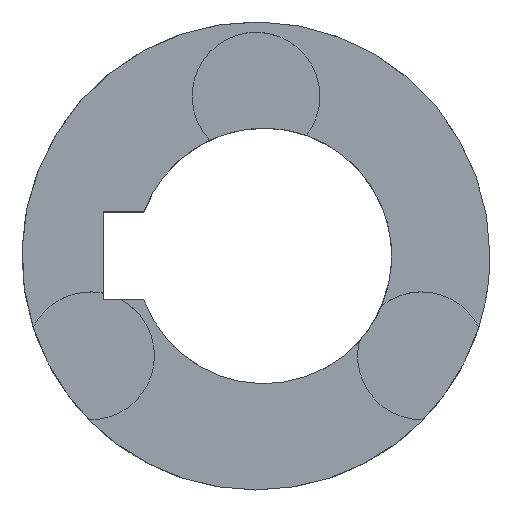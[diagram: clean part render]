
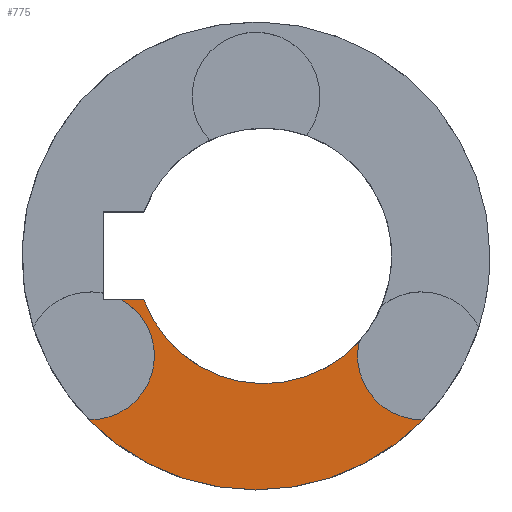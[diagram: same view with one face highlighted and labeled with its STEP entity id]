
A CAD part, top view. The second image highlights one B-rep face of the part: STEP entity #775.
In plain terms, the highlighted planar face has unit normal (0, 0, 1).
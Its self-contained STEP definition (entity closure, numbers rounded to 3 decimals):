
#33 = CYLINDRICAL_SURFACE('',#34,20.5);
#34 = AXIS2_PLACEMENT_3D('',#35,#36,#37);
#35 = CARTESIAN_POINT('',(0.,0.,17.));
#36 = DIRECTION('',(0.,0.,1.));
#37 = DIRECTION('',(1.,0.,0.));
#200 = VERTEX_POINT('',#201);
#201 = CARTESIAN_POINT('',(14.642,-14.348,17.));
#214 = CYLINDRICAL_SURFACE('',#215,5.6);
#215 = AXIS2_PLACEMENT_3D('',#216,#217,#218);
#216 = CARTESIAN_POINT('',(14.5,-8.75,17.));
#217 = DIRECTION('',(0.,0.,1.));
#218 = DIRECTION('',(1.,0.,0.));
#225 = EDGE_CURVE('',#226,#200,#228,.T.);
#226 = VERTEX_POINT('',#227);
#227 = CARTESIAN_POINT('',(-14.642,-14.348,17.));
#228 = SURFACE_CURVE('',#229,(#234,#241),.PCURVE_S1.);
#229 = CIRCLE('',#230,20.5);
#230 = AXIS2_PLACEMENT_3D('',#231,#232,#233);
#231 = CARTESIAN_POINT('',(0.,0.,17.));
#232 = DIRECTION('',(0.,0.,1.));
#233 = DIRECTION('',(1.,0.,0.));
#234 = PCURVE('',#33,#235);
#235 = DEFINITIONAL_REPRESENTATION('',(#236),#240);
#236 = LINE('',#237,#238);
#237 = CARTESIAN_POINT('',(0.,0.));
#238 = VECTOR('',#239,1.);
#239 = DIRECTION('',(1.,0.));
#240 = ( GEOMETRIC_REPRESENTATION_CONTEXT(2) 
PARAMETRIC_REPRESENTATION_CONTEXT() REPRESENTATION_CONTEXT('2D SPACE',''
  ) );
#241 = PCURVE('',#242,#247);
#242 = PLANE('',#243);
#243 = AXIS2_PLACEMENT_3D('',#244,#245,#246);
#244 = CARTESIAN_POINT('',(20.5,0.,17.));
#245 = DIRECTION('',(0.,0.,-1.));
#246 = DIRECTION('',(-1.,0.,0.));
#247 = DEFINITIONAL_REPRESENTATION('',(#248),#256);
#248 = ( BOUNDED_CURVE() B_SPLINE_CURVE(2,(#249,#250,#251,#252,#253,#254
,#255),.UNSPECIFIED.,.F.,.F.) B_SPLINE_CURVE_WITH_KNOTS((1,2,2,2,2,1),(
    -2.094,0.,2.094,4.189,6.283,
8.378),.UNSPECIFIED.) CURVE() GEOMETRIC_REPRESENTATION_ITEM() 
RATIONAL_B_SPLINE_CURVE((1.,0.5,1.,0.5,1.,0.5,1.)) REPRESENTATION_ITEM(
  '') );
#249 = CARTESIAN_POINT('',(0.,0.));
#250 = CARTESIAN_POINT('',(0.,35.507));
#251 = CARTESIAN_POINT('',(30.75,17.754));
#252 = CARTESIAN_POINT('',(61.5,0.));
#253 = CARTESIAN_POINT('',(30.75,-17.754));
#254 = CARTESIAN_POINT('',(0.,-35.507));
#255 = CARTESIAN_POINT('',(0.,0.));
#256 = ( GEOMETRIC_REPRESENTATION_CONTEXT(2) 
PARAMETRIC_REPRESENTATION_CONTEXT() REPRESENTATION_CONTEXT('2D SPACE',''
  ) );
#273 = CYLINDRICAL_SURFACE('',#274,5.6);
#274 = AXIS2_PLACEMENT_3D('',#275,#276,#277);
#275 = CARTESIAN_POINT('',(-14.5,-8.75,17.));
#276 = DIRECTION('',(0.,0.,1.));
#277 = DIRECTION('',(1.,0.,0.));
#387 = CYLINDRICAL_SURFACE('',#388,11.2);
#388 = AXIS2_PLACEMENT_3D('',#389,#390,#391);
#389 = CARTESIAN_POINT('',(0.7,0.,17.));
#390 = DIRECTION('',(0.,0.,1.));
#391 = DIRECTION('',(1.,0.,0.));
#667 = CYLINDRICAL_SURFACE('',#668,5.6);
#668 = AXIS2_PLACEMENT_3D('',#669,#670,#671);
#669 = CARTESIAN_POINT('',(-14.5,-8.75,17.));
#670 = DIRECTION('',(0.,0.,1.));
#671 = DIRECTION('',(1.,0.,0.));
#694 = PLANE('',#695);
#695 = AXIS2_PLACEMENT_3D('',#696,#697,#698);
#696 = CARTESIAN_POINT('',(-9.817,-3.85,17.));
#697 = DIRECTION('',(0.,1.,0.));
#698 = DIRECTION('',(-1.,0.,0.));
#729 = EDGE_CURVE('',#730,#226,#732,.T.);
#730 = VERTEX_POINT('',#731);
#731 = CARTESIAN_POINT('',(-8.9,-8.75,17.));
#732 = SURFACE_CURVE('',#733,(#738,#745),.PCURVE_S1.);
#733 = CIRCLE('',#734,5.6);
#734 = AXIS2_PLACEMENT_3D('',#735,#736,#737);
#735 = CARTESIAN_POINT('',(-14.5,-8.75,17.));
#736 = DIRECTION('',(0.,0.,-1.));
#737 = DIRECTION('',(1.,0.,0.));
#738 = PCURVE('',#273,#739);
#739 = DEFINITIONAL_REPRESENTATION('',(#740),#744);
#740 = LINE('',#741,#742);
#741 = CARTESIAN_POINT('',(-0.,0.));
#742 = VECTOR('',#743,1.);
#743 = DIRECTION('',(-1.,0.));
#744 = ( GEOMETRIC_REPRESENTATION_CONTEXT(2) 
PARAMETRIC_REPRESENTATION_CONTEXT() REPRESENTATION_CONTEXT('2D SPACE',''
  ) );
#745 = PCURVE('',#242,#746);
#746 = DEFINITIONAL_REPRESENTATION('',(#747),#751);
#747 = CIRCLE('',#748,5.6);
#748 = AXIS2_PLACEMENT_2D('',#749,#750);
#749 = CARTESIAN_POINT('',(35.,-8.75));
#750 = DIRECTION('',(-1.,0.));
#751 = ( GEOMETRIC_REPRESENTATION_CONTEXT(2) 
PARAMETRIC_REPRESENTATION_CONTEXT() REPRESENTATION_CONTEXT('2D SPACE',''
  ) );
#775 = ADVANCED_FACE('',(#776),#242,.F.);
#776 = FACE_BOUND('',#777,.F.);
#777 = EDGE_LOOP('',(#778,#779,#780,#804,#827,#855));
#778 = ORIENTED_EDGE('',*,*,#225,.F.);
#779 = ORIENTED_EDGE('',*,*,#729,.F.);
#780 = ORIENTED_EDGE('',*,*,#781,.F.);
#781 = EDGE_CURVE('',#782,#730,#784,.T.);
#782 = VERTEX_POINT('',#783);
#783 = CARTESIAN_POINT('',(-11.789,-3.85,17.));
#784 = SURFACE_CURVE('',#785,(#790,#797),.PCURVE_S1.);
#785 = CIRCLE('',#786,5.6);
#786 = AXIS2_PLACEMENT_3D('',#787,#788,#789);
#787 = CARTESIAN_POINT('',(-14.5,-8.75,17.));
#788 = DIRECTION('',(0.,0.,-1.));
#789 = DIRECTION('',(1.,0.,0.));
#790 = PCURVE('',#242,#791);
#791 = DEFINITIONAL_REPRESENTATION('',(#792),#796);
#792 = CIRCLE('',#793,5.6);
#793 = AXIS2_PLACEMENT_2D('',#794,#795);
#794 = CARTESIAN_POINT('',(35.,-8.75));
#795 = DIRECTION('',(-1.,0.));
#796 = ( GEOMETRIC_REPRESENTATION_CONTEXT(2) 
PARAMETRIC_REPRESENTATION_CONTEXT() REPRESENTATION_CONTEXT('2D SPACE',''
  ) );
#797 = PCURVE('',#667,#798);
#798 = DEFINITIONAL_REPRESENTATION('',(#799),#803);
#799 = LINE('',#800,#801);
#800 = CARTESIAN_POINT('',(-0.,0.));
#801 = VECTOR('',#802,1.);
#802 = DIRECTION('',(-1.,0.));
#803 = ( GEOMETRIC_REPRESENTATION_CONTEXT(2) 
PARAMETRIC_REPRESENTATION_CONTEXT() REPRESENTATION_CONTEXT('2D SPACE',''
  ) );
#804 = ORIENTED_EDGE('',*,*,#805,.F.);
#805 = EDGE_CURVE('',#806,#782,#808,.T.);
#806 = VERTEX_POINT('',#807);
#807 = CARTESIAN_POINT('',(-9.817,-3.85,17.));
#808 = SURFACE_CURVE('',#809,(#813,#820),.PCURVE_S1.);
#809 = LINE('',#810,#811);
#810 = CARTESIAN_POINT('',(-9.817,-3.85,17.));
#811 = VECTOR('',#812,1.);
#812 = DIRECTION('',(-1.,0.,0.));
#813 = PCURVE('',#242,#814);
#814 = DEFINITIONAL_REPRESENTATION('',(#815),#819);
#815 = LINE('',#816,#817);
#816 = CARTESIAN_POINT('',(30.317,-3.85));
#817 = VECTOR('',#818,1.);
#818 = DIRECTION('',(1.,0.));
#819 = ( GEOMETRIC_REPRESENTATION_CONTEXT(2) 
PARAMETRIC_REPRESENTATION_CONTEXT() REPRESENTATION_CONTEXT('2D SPACE',''
  ) );
#820 = PCURVE('',#694,#821);
#821 = DEFINITIONAL_REPRESENTATION('',(#822),#826);
#822 = LINE('',#823,#824);
#823 = CARTESIAN_POINT('',(0.,0.));
#824 = VECTOR('',#825,1.);
#825 = DIRECTION('',(1.,0.));
#826 = ( GEOMETRIC_REPRESENTATION_CONTEXT(2) 
PARAMETRIC_REPRESENTATION_CONTEXT() REPRESENTATION_CONTEXT('2D SPACE',''
  ) );
#827 = ORIENTED_EDGE('',*,*,#828,.T.);
#828 = EDGE_CURVE('',#806,#829,#831,.T.);
#829 = VERTEX_POINT('',#830);
#830 = CARTESIAN_POINT('',(9.049,-7.465,17.));
#831 = SURFACE_CURVE('',#832,(#837,#848),.PCURVE_S1.);
#832 = CIRCLE('',#833,11.2);
#833 = AXIS2_PLACEMENT_3D('',#834,#835,#836);
#834 = CARTESIAN_POINT('',(0.7,0.,17.));
#835 = DIRECTION('',(0.,0.,1.));
#836 = DIRECTION('',(1.,0.,0.));
#837 = PCURVE('',#242,#838);
#838 = DEFINITIONAL_REPRESENTATION('',(#839),#847);
#839 = ( BOUNDED_CURVE() B_SPLINE_CURVE(2,(#840,#841,#842,#843,#844,#845
,#846),.UNSPECIFIED.,.F.,.F.) B_SPLINE_CURVE_WITH_KNOTS((1,2,2,2,2,1),(
    -2.094,0.,2.094,4.189,6.283,
8.378),.UNSPECIFIED.) CURVE() GEOMETRIC_REPRESENTATION_ITEM() 
RATIONAL_B_SPLINE_CURVE((1.,0.5,1.,0.5,1.,0.5,1.)) REPRESENTATION_ITEM(
  '') );
#840 = CARTESIAN_POINT('',(8.6,0.));
#841 = CARTESIAN_POINT('',(8.6,19.399));
#842 = CARTESIAN_POINT('',(25.4,9.699));
#843 = CARTESIAN_POINT('',(42.2,0.));
#844 = CARTESIAN_POINT('',(25.4,-9.699));
#845 = CARTESIAN_POINT('',(8.6,-19.399));
#846 = CARTESIAN_POINT('',(8.6,0.));
#847 = ( GEOMETRIC_REPRESENTATION_CONTEXT(2) 
PARAMETRIC_REPRESENTATION_CONTEXT() REPRESENTATION_CONTEXT('2D SPACE',''
  ) );
#848 = PCURVE('',#387,#849);
#849 = DEFINITIONAL_REPRESENTATION('',(#850),#854);
#850 = LINE('',#851,#852);
#851 = CARTESIAN_POINT('',(0.,0.));
#852 = VECTOR('',#853,1.);
#853 = DIRECTION('',(1.,0.));
#854 = ( GEOMETRIC_REPRESENTATION_CONTEXT(2) 
PARAMETRIC_REPRESENTATION_CONTEXT() REPRESENTATION_CONTEXT('2D SPACE',''
  ) );
#855 = ORIENTED_EDGE('',*,*,#856,.F.);
#856 = EDGE_CURVE('',#200,#829,#857,.T.);
#857 = SURFACE_CURVE('',#858,(#863,#870),.PCURVE_S1.);
#858 = CIRCLE('',#859,5.6);
#859 = AXIS2_PLACEMENT_3D('',#860,#861,#862);
#860 = CARTESIAN_POINT('',(14.5,-8.75,17.));
#861 = DIRECTION('',(0.,0.,-1.));
#862 = DIRECTION('',(1.,0.,0.));
#863 = PCURVE('',#242,#864);
#864 = DEFINITIONAL_REPRESENTATION('',(#865),#869);
#865 = CIRCLE('',#866,5.6);
#866 = AXIS2_PLACEMENT_2D('',#867,#868);
#867 = CARTESIAN_POINT('',(6.,-8.75));
#868 = DIRECTION('',(-1.,0.));
#869 = ( GEOMETRIC_REPRESENTATION_CONTEXT(2) 
PARAMETRIC_REPRESENTATION_CONTEXT() REPRESENTATION_CONTEXT('2D SPACE',''
  ) );
#870 = PCURVE('',#214,#871);
#871 = DEFINITIONAL_REPRESENTATION('',(#872),#876);
#872 = LINE('',#873,#874);
#873 = CARTESIAN_POINT('',(-0.,0.));
#874 = VECTOR('',#875,1.);
#875 = DIRECTION('',(-1.,0.));
#876 = ( GEOMETRIC_REPRESENTATION_CONTEXT(2) 
PARAMETRIC_REPRESENTATION_CONTEXT() REPRESENTATION_CONTEXT('2D SPACE',''
  ) );
